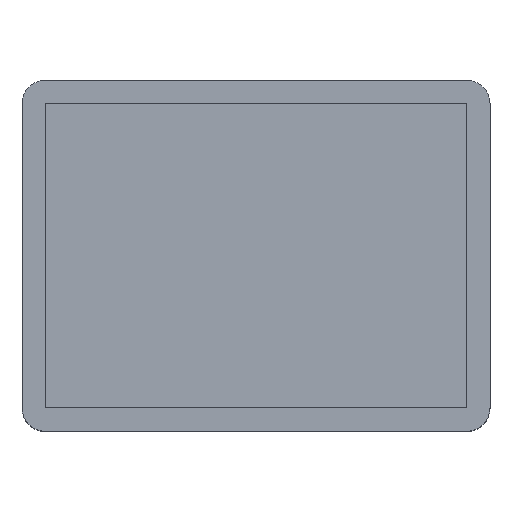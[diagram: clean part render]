
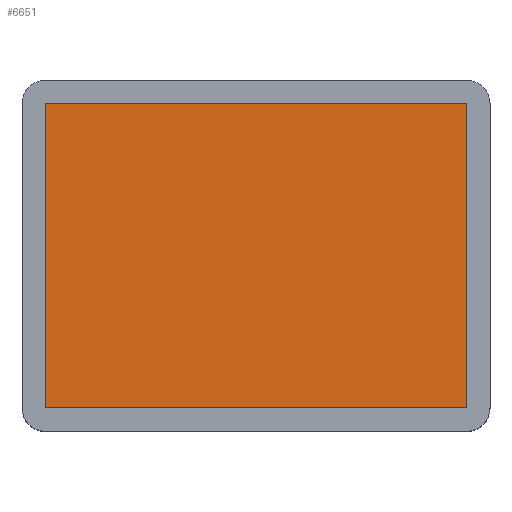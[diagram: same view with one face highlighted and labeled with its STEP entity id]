
A CAD part, top view. The second image highlights one B-rep face of the part: STEP entity #6651.
In plain terms, the highlighted planar face has unit normal (0, 0, 1).
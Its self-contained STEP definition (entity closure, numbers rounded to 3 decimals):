
#327=PLANE('',#7231);
#780=FACE_OUTER_BOUND('',#1187,.T.);
#1187=EDGE_LOOP('',(#5628,#5629,#5630,#5631));
#1684=LINE('',#12014,#2344);
#1685=LINE('',#12016,#2345);
#1686=LINE('',#12018,#2346);
#1687=LINE('',#12019,#2347);
#2344=VECTOR('',#8603,260.);
#2345=VECTOR('',#8604,360.);
#2346=VECTOR('',#8605,260.);
#2347=VECTOR('',#8606,360.);
#3250=VERTEX_POINT('',#12012);
#3251=VERTEX_POINT('',#12013);
#3252=VERTEX_POINT('',#12015);
#3253=VERTEX_POINT('',#12017);
#4084=EDGE_CURVE('',#3250,#3251,#1684,.T.);
#4085=EDGE_CURVE('',#3251,#3252,#1685,.T.);
#4086=EDGE_CURVE('',#3252,#3253,#1686,.T.);
#4087=EDGE_CURVE('',#3253,#3250,#1687,.T.);
#5628=ORIENTED_EDGE('',*,*,#4084,.T.);
#5629=ORIENTED_EDGE('',*,*,#4085,.T.);
#5630=ORIENTED_EDGE('',*,*,#4086,.T.);
#5631=ORIENTED_EDGE('',*,*,#4087,.T.);
#6651=ADVANCED_FACE('',(#780),#327,.T.);
#7231=AXIS2_PLACEMENT_3D('',#12011,#8601,#8602);
#8601=DIRECTION('center_axis',(0.,0.,1.));
#8602=DIRECTION('ref_axis',(1.,0.,0.));
#8603=DIRECTION('',(0.,1.,0.));
#8604=DIRECTION('',(-1.,0.,0.));
#8605=DIRECTION('',(0.,-1.,0.));
#8606=DIRECTION('',(1.,0.,0.));
#12011=CARTESIAN_POINT('Origin',(0.,0.,0.));
#12012=CARTESIAN_POINT('',(180.,-130.,0.));
#12013=CARTESIAN_POINT('',(180.,130.,0.));
#12014=CARTESIAN_POINT('',(180.,-65.,0.));
#12015=CARTESIAN_POINT('',(-180.,130.,0.));
#12016=CARTESIAN_POINT('',(90.,130.,0.));
#12017=CARTESIAN_POINT('',(-180.,-130.,0.));
#12018=CARTESIAN_POINT('',(-180.,65.,0.));
#12019=CARTESIAN_POINT('',(-90.,-130.,0.));
